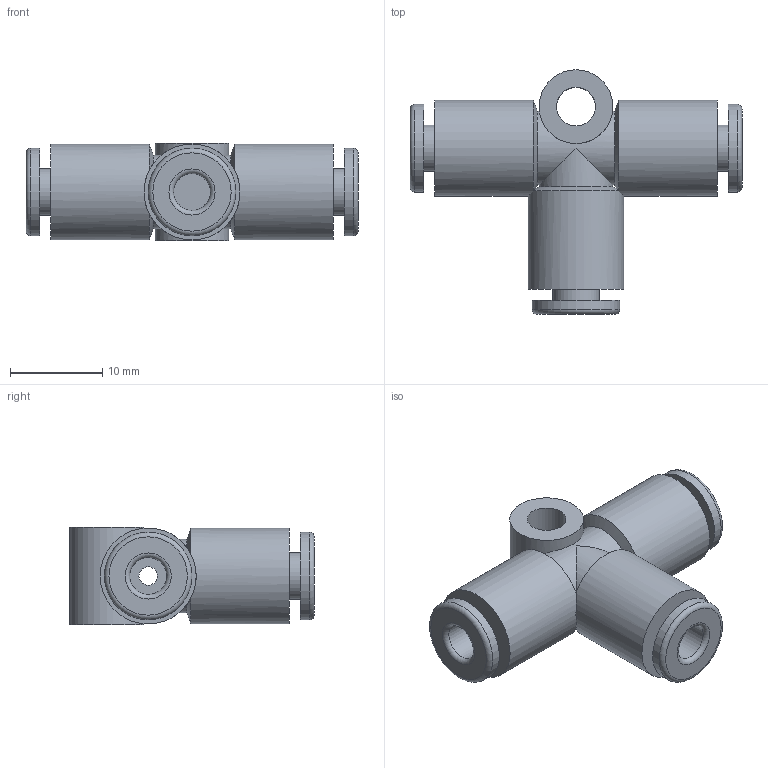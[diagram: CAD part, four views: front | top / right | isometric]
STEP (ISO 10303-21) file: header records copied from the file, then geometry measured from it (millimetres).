
FILE_DESCRIPTION(/* description */ (''),/* implementation_level */ '2;1');
FILE_NAME(/* name */ '''''T'''' Fitting.ipt.step',/* time_stamp */ '2020-04-16T23:09:34-04:00',/* author */ ('Jordan'),/* organization */ (''),/* preprocessor_version */ 'ST-DEVELOPER v17',/* originating_system */ 'Autodesk Inventor 2019',/* authorisation */ '');
FILE_SCHEMA (('AUTOMOTIVE_DESIGN { 1 0 10303 214 3 1 1 }'));
Length unit declared in the file: millimetre
Products named in the file (1): 'T'' Fitting
Bounding box: 36 x 26.5 x 10.6 mm (x, y, z)
Volume: 3299.3 mm3; surface area: 2998.3 mm2
Topology: 1 solids, 1 shells, 40 faces, 114 edges, 83 vertices
Faces by surface type: cylinder 17, plane 14, torus 6, cone 3
Full cylindrical faces by diameter (mm): 2 x1, 4 x3, 4.2 x1, 5 x3, 8 x3, 9.5 x3, 10.4 x3
Entity records: 1545 total; most frequent: CARTESIAN_POINT 309, DIRECTION 281, ORIENTED_EDGE 228, AXIS2_PLACEMENT_3D 130, EDGE_CURVE 114, CIRCLE 85, VERTEX_POINT 83, EDGE_LOOP 55
